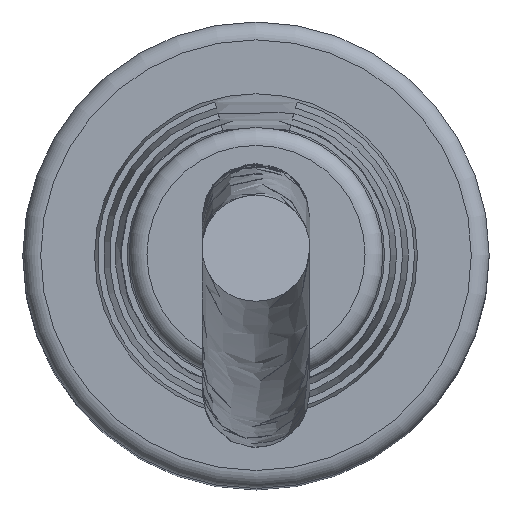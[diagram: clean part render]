
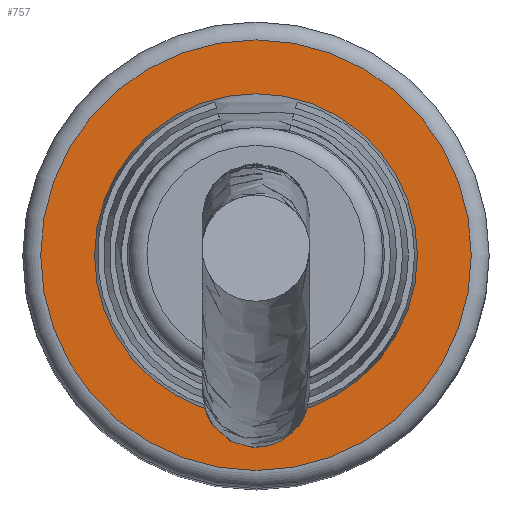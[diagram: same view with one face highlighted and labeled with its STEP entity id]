
A CAD part, top view. The second image highlights one B-rep face of the part: STEP entity #757.
In plain terms, the highlighted planar face has unit normal (0, 0, 1).
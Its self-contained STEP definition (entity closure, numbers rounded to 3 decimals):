
#38=PLANE('',#841);
#70=FACE_BOUND('',#128,.T.);
#76=FACE_OUTER_BOUND('',#127,.T.);
#127=EDGE_LOOP('',(#573));
#128=EDGE_LOOP('',(#574));
#288=CIRCLE('',#817,4.5);
#311=CIRCLE('',#842,6.);
#343=VERTEX_POINT('',#1179);
#378=VERTEX_POINT('',#1255);
#418=EDGE_CURVE('',#343,#343,#288,.T.);
#457=EDGE_CURVE('',#378,#378,#311,.T.);
#573=ORIENTED_EDGE('',*,*,#457,.T.);
#574=ORIENTED_EDGE('',*,*,#418,.F.);
#757=ADVANCED_FACE('',(#76,#70),#38,.T.);
#817=AXIS2_PLACEMENT_3D('',#1180,#921,#922);
#841=AXIS2_PLACEMENT_3D('',#1254,#985,#986);
#842=AXIS2_PLACEMENT_3D('',#1256,#987,#988);
#921=DIRECTION('center_axis',(0.,0.,1.));
#922=DIRECTION('ref_axis',(1.,0.,0.));
#985=DIRECTION('center_axis',(0.,0.,1.));
#986=DIRECTION('ref_axis',(1.,0.,0.));
#987=DIRECTION('center_axis',(0.,0.,1.));
#988=DIRECTION('ref_axis',(1.,0.,0.));
#1179=CARTESIAN_POINT('',(4.5,0.,-12.));
#1180=CARTESIAN_POINT('Origin',(0.,0.,-12.));
#1254=CARTESIAN_POINT('Origin',(4.5,0.,-12.));
#1255=CARTESIAN_POINT('',(-6.,0.,-12.));
#1256=CARTESIAN_POINT('Origin',(0.,0.,-12.));
